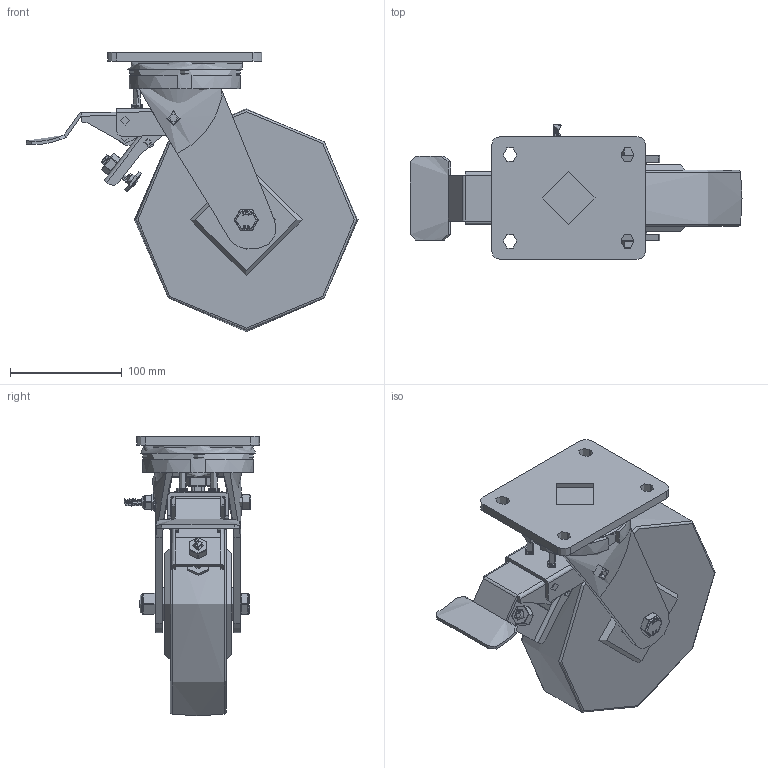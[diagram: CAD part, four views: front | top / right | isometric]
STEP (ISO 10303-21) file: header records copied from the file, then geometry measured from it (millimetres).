
FILE_DESCRIPTION(/* description */ (''),/* implementation_level */ '2;1');
FILE_NAME(/* name */ 'BZSAB200NYBJSWB.step',/* time_stamp */ '2024-10-08T16:32:12+01:00',/* author */ (''),/* organization */ (''),/* preprocessor_version */ 'ST-DEVELOPER v20',/* originating_system */ 'Autodesk Translation Framework v13.20.0.188',/* authorisation */ '');
FILE_SCHEMA (('AUTOMOTIVE_DESIGN { 1 0 10303 214 3 1 1 }'));
Products named in the file (40): BZSAB200NYBJSWB; BZSAB200ASSWB v1; FABRICATED STEEL TOP PLATE; BEARING SEAL; FABRICATED STEEL FORKS; FABRICATED STEEL BRAKE; BRAKE PART 1; BRAKE PEDAL; BRAKE PART 2; BRAKE PART 3; BRAKE BOLT; CONECTORS; BOLT; WASHER; NUT2; BOLTS; SPRINGS; NUT; BZXH200WNYBJM25HD v1; HEAVY DUTY NYLON WHEEL; BEARING6205ZZ; Pattern; BEARING6205ZZ (1); Pattern (1); Component4; INNER; OUTER; MIDDLE; METAL; BEARING SPACER; TH25X2X12 v1; ZINC PLATED, HEADED SPACER; TH25X2X12 v1 (1); ZINC PLATED, HEADED SPACER (1); HEXBOLTM12X90Z8.8 v2; GRADE 8.8 ZINC PLATED BOLT; NYLOCM12Z14MM v1; NYLOC NUT; NUT (1); RUBBER
Assembly tree (63 placements, depth 5):
  BZSAB200NYBJSWB
    BZSAB200ASSWB v1
      FABRICATED STEEL TOP PLATE
      BEARING SEAL
      FABRICATED STEEL FORKS
      FABRICATED STEEL BRAKE
        BRAKE PART 1
        BRAKE PEDAL
        BRAKE PART 2
        BRAKE PART 3
        BRAKE BOLT
        CONECTORS
        NUT  x2
        BOLT
        WASHER
        NUT2
        BOLTS
        SPRINGS
    BZXH200WNYBJM25HD v1
      HEAVY DUTY NYLON WHEEL
      BEARING6205ZZ
        INNER
        OUTER
        Pattern
          Component4  x10
        MIDDLE
        METAL
      BEARING6205ZZ (1)
        Pattern (1)
          Component4  x10
        INNER
        OUTER
        MIDDLE
        METAL
      BEARING SPACER
    TH25X2X12 v1
      ZINC PLATED, HEADED SPACER
    TH25X2X12 v1 (1)
      ZINC PLATED, HEADED SPACER (1)
    HEXBOLTM12X90Z8.8 v2
      GRADE 8.8 ZINC PLATED BOLT
    NYLOCM12Z14MM v1
      NYLOC NUT
        NUT (1)
        RUBBER
Bounding box: 297 x 120.83 x 250 mm (x, y, z)
Volume: 2066624.7 mm3; surface area: 323851.8 mm2
Topology: 58 solids, 58 shells, 1042 faces, 2531 edges, 1610 vertices
Faces by surface type: cylinder 396, plane 378, sphere 134, bspline 59, torus 58, cone 17
Full cylindrical faces by diameter (mm): 5 x10, 6 x33, 7 x1, 8 x31, 9.836 x16, 10 x6, 11.834 x16, 12 x4, 12.5 x4, 13 x1, 14 x3, 17.75 x1, 18.5 x1, 24.8 x2, 25 x3, 29 x1, 30 x2, 32.28 x2, 34.35 x8, 34.85 x4, 35.35 x4, 36.28 x2, 44.28 x2, 44.71 x4, 45.21 x4, 46 x1, 46.21 x8, 47 x3, 48.28 x2, 52 x4
Entity records: 76289 total; most frequent: CARTESIAN_POINT 54694, DIRECTION 4351, ORIENTED_EDGE 4194, EDGE_CURVE 2097, AXIS2_PLACEMENT_3D 1718, VERTEX_POINT 1334, EDGE_LOOP 1021, LINE 915
